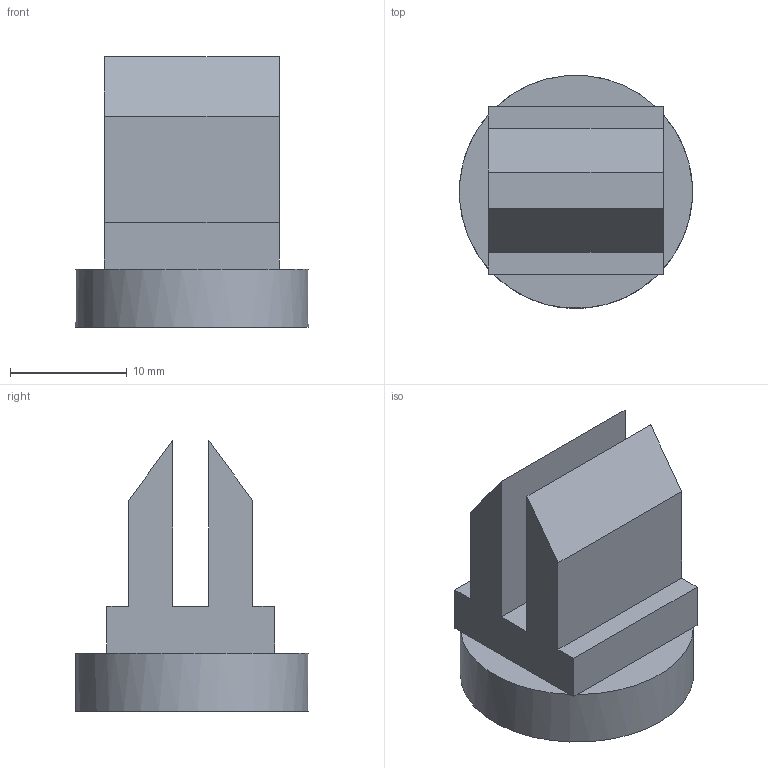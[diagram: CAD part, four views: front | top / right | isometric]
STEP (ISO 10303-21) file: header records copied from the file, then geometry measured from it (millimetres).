
FILE_DESCRIPTION (( 'STEP AP203' ), '1' );
FILE_NAME ('Gripper_Default_sldprt.STEP', '2021-05-30T05:39:30', ( '' ), ( '' ), 'SwSTEP 2.0', 'SolidWorks 2020', '' );
FILE_SCHEMA (( 'CONFIG_CONTROL_DESIGN' ));
Length unit declared in the file: millimetre
Products named in the file (1): Gripper_Default_sldprt
Bounding box: 19.99 x 19.98 x 23.24 mm (x, y, z)
Volume: 3750.4 mm3; surface area: 2132.4 mm2
Topology: 1 solids, 1 shells, 23 faces, 55 edges, 34 vertices
Faces by surface type: plane 22, cylinder 1
Full cylindrical faces by diameter (mm): 20 x1
Entity records: 717 total; most frequent: CARTESIAN_POINT 110, DIRECTION 110, ORIENTED_EDGE 106, EDGE_CURVE 53, VECTOR 44, LINE 44, AXIS2_PLACEMENT_3D 33, VERTEX_POINT 33
